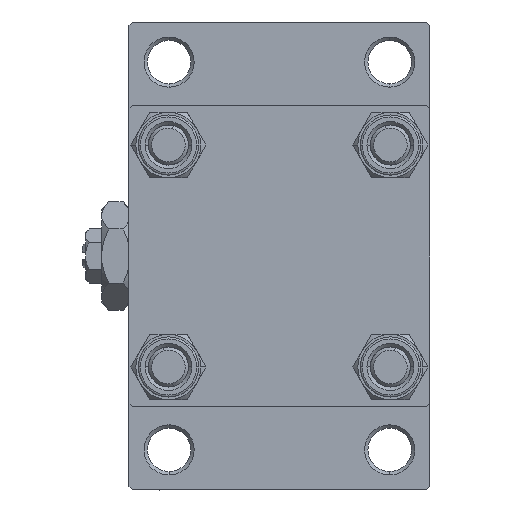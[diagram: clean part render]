
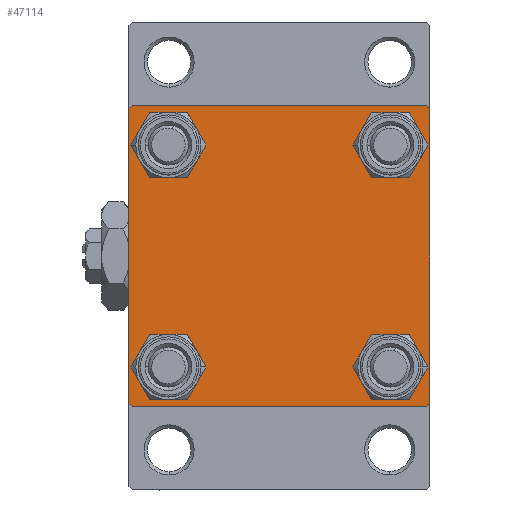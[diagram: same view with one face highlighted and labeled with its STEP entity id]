
A CAD part, left-side view. The second image highlights one B-rep face of the part: STEP entity #47114.
In plain terms, the highlighted planar face has unit normal (-1, 0, 0).
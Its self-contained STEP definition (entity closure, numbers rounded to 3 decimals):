
#127 = EDGE_CURVE ( 'NONE', #33967, #2972, #13480, .T. ) ;
#626 = VECTOR ( 'NONE', #9340, 1000. ) ;
#1062 = CARTESIAN_POINT ( 'NONE',  ( 0., -16.6, -20.1 ) ) ;
#1148 = DIRECTION ( 'NONE',  ( 0., -1., 0. ) ) ;
#1511 = CARTESIAN_POINT ( 'NONE',  ( 0., 16.6, -20.1 ) ) ;
#1861 = LINE ( 'NONE', #39415, #17089 ) ;
#1876 = VERTEX_POINT ( 'NONE', #12822 ) ;
#2122 = LINE ( 'NONE', #25002, #626 ) ;
#2279 = FACE_BOUND ( 'NONE', #44138, .T. ) ;
#2524 = FACE_BOUND ( 'NONE', #18409, .T. ) ;
#2972 = VERTEX_POINT ( 'NONE', #40608 ) ;
#3098 = DIRECTION ( 'NONE',  ( 0., 0., -1. ) ) ;
#3392 = CARTESIAN_POINT ( 'NONE',  ( 0., 16.6, -16.6 ) ) ;
#3494 = CARTESIAN_POINT ( 'NONE',  ( 0., -22.5, 22.5 ) ) ;
#3524 = ORIENTED_EDGE ( 'NONE', *, *, #127, .T. ) ;
#3809 = VERTEX_POINT ( 'NONE', #17771 ) ;
#4681 = ORIENTED_EDGE ( 'NONE', *, *, #28520, .T. ) ;
#5087 = DIRECTION ( 'NONE',  ( 0., 0., 1. ) ) ;
#5514 = FACE_OUTER_BOUND ( 'NONE', #38750, .T. ) ;
#5930 = CARTESIAN_POINT ( 'NONE',  ( 0., -22.5, -22. ) ) ;
#6183 = EDGE_CURVE ( 'NONE', #31934, #14994, #23192, .T. ) ;
#6224 = ORIENTED_EDGE ( 'NONE', *, *, #12778, .T. ) ;
#6646 = ORIENTED_EDGE ( 'NONE', *, *, #34486, .F. ) ;
#6736 = VECTOR ( 'NONE', #28824, 1000. ) ;
#6814 = CARTESIAN_POINT ( 'NONE',  ( 0., -16.6, 20.1 ) ) ;
#7312 = CARTESIAN_POINT ( 'NONE',  ( 0., 22.5, 22.5 ) ) ;
#7568 = CIRCLE ( 'NONE', #39303, 3.5 ) ;
#8128 = CIRCLE ( 'NONE', #35930, 3.5 ) ;
#8323 = VERTEX_POINT ( 'NONE', #46258 ) ;
#8420 = EDGE_CURVE ( 'NONE', #22695, #35014, #29608, .T. ) ;
#8810 = CARTESIAN_POINT ( 'NONE',  ( 0., -16.6, -16.6 ) ) ;
#8868 = VERTEX_POINT ( 'NONE', #6814 ) ;
#8880 = AXIS2_PLACEMENT_3D ( 'NONE', #8810, #39147, #5087 ) ;
#9205 = EDGE_LOOP ( 'NONE', ( #11185, #4681 ) ) ;
#9340 = DIRECTION ( 'NONE',  ( 0., -0.707, -0.707 ) ) ;
#9748 = DIRECTION ( 'NONE',  ( 0., 0.707, 0.707 ) ) ;
#10341 = VERTEX_POINT ( 'NONE', #15895 ) ;
#10520 = VERTEX_POINT ( 'NONE', #10874 ) ;
#10874 = CARTESIAN_POINT ( 'NONE',  ( 0., 16.6, 20.1 ) ) ;
#11040 = CARTESIAN_POINT ( 'NONE',  ( 0., 16.6, 16.6 ) ) ;
#11116 = EDGE_CURVE ( 'NONE', #35014, #22695, #8128, .T. ) ;
#11185 = ORIENTED_EDGE ( 'NONE', *, *, #42388, .T. ) ;
#11713 = CARTESIAN_POINT ( 'NONE',  ( 0., 16.6, -16.6 ) ) ;
#11875 = DIRECTION ( 'NONE',  ( 1., 0., 0. ) ) ;
#12021 = DIRECTION ( 'NONE',  ( 0., 0., 1. ) ) ;
#12285 = ORIENTED_EDGE ( 'NONE', *, *, #8420, .T. ) ;
#12664 = CIRCLE ( 'NONE', #34139, 3.5 ) ;
#12778 = EDGE_CURVE ( 'NONE', #10520, #31103, #12953, .T. ) ;
#12822 = CARTESIAN_POINT ( 'NONE',  ( 0., -22., -22.5 ) ) ;
#12953 = CIRCLE ( 'NONE', #24078, 3.5 ) ;
#13480 = LINE ( 'NONE', #32383, #38075 ) ;
#14189 = LINE ( 'NONE', #14925, #46932 ) ;
#14925 = CARTESIAN_POINT ( 'NONE',  ( 0., 22.5, -22.5 ) ) ;
#14994 = VERTEX_POINT ( 'NONE', #1062 ) ;
#15762 = EDGE_CURVE ( 'NONE', #31103, #10520, #32919, .T. ) ;
#15895 = CARTESIAN_POINT ( 'NONE',  ( 0., -16.6, 13.1 ) ) ;
#16825 = DIRECTION ( 'NONE',  ( 0., 0., 1. ) ) ;
#17089 = VECTOR ( 'NONE', #35934, 1000. ) ;
#17278 = EDGE_CURVE ( 'NONE', #14994, #31934, #7568, .T. ) ;
#17771 = CARTESIAN_POINT ( 'NONE',  ( 0., 22., 22.5 ) ) ;
#18409 = EDGE_LOOP ( 'NONE', ( #6224, #23762 ) ) ;
#18569 = DIRECTION ( 'NONE',  ( 0., 0., 1. ) ) ;
#18913 = VECTOR ( 'NONE', #1148, 1000. ) ;
#19463 = AXIS2_PLACEMENT_3D ( 'NONE', #28390, #36105, #28634 ) ;
#19683 = VECTOR ( 'NONE', #3098, 1000. ) ;
#20534 = LINE ( 'NONE', #43888, #18913 ) ;
#20591 = ORIENTED_EDGE ( 'NONE', *, *, #47518, .T. ) ;
#21334 = CARTESIAN_POINT ( 'NONE',  ( 0., 16.6, 13.1 ) ) ;
#21786 = ORIENTED_EDGE ( 'NONE', *, *, #11116, .T. ) ;
#21889 = DIRECTION ( 'NONE',  ( 0., 0., -1. ) ) ;
#22156 = ORIENTED_EDGE ( 'NONE', *, *, #39520, .F. ) ;
#22695 = VERTEX_POINT ( 'NONE', #24499 ) ;
#23192 = CIRCLE ( 'NONE', #8880, 3.5 ) ;
#23193 = ORIENTED_EDGE ( 'NONE', *, *, #23791, .T. ) ;
#23219 = DIRECTION ( 'NONE',  ( 1., 0., 0. ) ) ;
#23629 = DIRECTION ( 'NONE',  ( 1., 0., 0. ) ) ;
#23762 = ORIENTED_EDGE ( 'NONE', *, *, #15762, .T. ) ;
#23791 = EDGE_CURVE ( 'NONE', #8323, #30056, #25726, .T. ) ;
#23915 = ORIENTED_EDGE ( 'NONE', *, *, #34514, .T. ) ;
#24078 = AXIS2_PLACEMENT_3D ( 'NONE', #47689, #25063, #44200 ) ;
#24499 = CARTESIAN_POINT ( 'NONE',  ( 0., 16.6, -13.1 ) ) ;
#24735 = EDGE_LOOP ( 'NONE', ( #25694, #42103 ) ) ;
#25002 = CARTESIAN_POINT ( 'NONE',  ( 0., 22.25, -22.25 ) ) ;
#25063 = DIRECTION ( 'NONE',  ( 1., 0., 0. ) ) ;
#25694 = ORIENTED_EDGE ( 'NONE', *, *, #6183, .T. ) ;
#25726 = LINE ( 'NONE', #7312, #19683 ) ;
#25783 = CARTESIAN_POINT ( 'NONE',  ( 0., 22., -22.5 ) ) ;
#26259 = DIRECTION ( 'NONE',  ( 1., 0., 0. ) ) ;
#26672 = ORIENTED_EDGE ( 'NONE', *, *, #31842, .T. ) ;
#27285 = DIRECTION ( 'NONE',  ( 0., 0., 1. ) ) ;
#28270 = VERTEX_POINT ( 'NONE', #5930 ) ;
#28390 = CARTESIAN_POINT ( 'NONE',  ( 0., 0., 0. ) ) ;
#28520 = EDGE_CURVE ( 'NONE', #10341, #8868, #12664, .T. ) ;
#28634 = DIRECTION ( 'NONE',  ( 0., 0., 1. ) ) ;
#28824 = DIRECTION ( 'NONE',  ( 0., 0.707, -0.707 ) ) ;
#28974 = AXIS2_PLACEMENT_3D ( 'NONE', #11040, #23219, #12021 ) ;
#29408 = ORIENTED_EDGE ( 'NONE', *, *, #43893, .T. ) ;
#29608 = CIRCLE ( 'NONE', #36751, 3.5 ) ;
#29849 = LINE ( 'NONE', #3494, #39194 ) ;
#30056 = VERTEX_POINT ( 'NONE', #48490 ) ;
#30101 = DIRECTION ( 'NONE',  ( 0., -1., 0. ) ) ;
#30816 = CARTESIAN_POINT ( 'NONE',  ( 0., -22.5, 22. ) ) ;
#31103 = VERTEX_POINT ( 'NONE', #21334 ) ;
#31842 = EDGE_CURVE ( 'NONE', #48957, #1876, #14189, .T. ) ;
#31934 = VERTEX_POINT ( 'NONE', #42507 ) ;
#32316 = CARTESIAN_POINT ( 'NONE',  ( 0., 22.25, 22.25 ) ) ;
#32383 = CARTESIAN_POINT ( 'NONE',  ( 0., -22.25, 22.25 ) ) ;
#32919 = CIRCLE ( 'NONE', #28974, 3.5 ) ;
#33592 = CARTESIAN_POINT ( 'NONE',  ( 0., -16.6, 16.6 ) ) ;
#33967 = VERTEX_POINT ( 'NONE', #30816 ) ;
#34139 = AXIS2_PLACEMENT_3D ( 'NONE', #45939, #11875, #27285 ) ;
#34486 = EDGE_CURVE ( 'NONE', #3809, #2972, #20534, .T. ) ;
#34514 = EDGE_CURVE ( 'NONE', #30056, #48957, #2122, .T. ) ;
#34979 = DIRECTION ( 'NONE',  ( 1., 0., 0. ) ) ;
#35014 = VERTEX_POINT ( 'NONE', #1511 ) ;
#35615 = FACE_BOUND ( 'NONE', #9205, .T. ) ;
#35930 = AXIS2_PLACEMENT_3D ( 'NONE', #3392, #26259, #18569 ) ;
#35934 = DIRECTION ( 'NONE',  ( 0., -0.707, 0.707 ) ) ;
#36105 = DIRECTION ( 'NONE',  ( -1., 0., 0. ) ) ;
#36348 = FACE_BOUND ( 'NONE', #24735, .T. ) ;
#36751 = AXIS2_PLACEMENT_3D ( 'NONE', #11713, #23629, #45536 ) ;
#38075 = VECTOR ( 'NONE', #9748, 1000. ) ;
#38455 = AXIS2_PLACEMENT_3D ( 'NONE', #33592, #45029, #48761 ) ;
#38750 = EDGE_LOOP ( 'NONE', ( #23193, #23915, #26672, #29408, #22156, #3524, #6646, #20591 ) ) ;
#39147 = DIRECTION ( 'NONE',  ( 1., 0., 0. ) ) ;
#39194 = VECTOR ( 'NONE', #21889, 1000. ) ;
#39303 = AXIS2_PLACEMENT_3D ( 'NONE', #39436, #34979, #16825 ) ;
#39415 = CARTESIAN_POINT ( 'NONE',  ( 0., -22.25, -22.25 ) ) ;
#39436 = CARTESIAN_POINT ( 'NONE',  ( 0., -16.6, -16.6 ) ) ;
#39520 = EDGE_CURVE ( 'NONE', #33967, #28270, #29849, .T. ) ;
#40608 = CARTESIAN_POINT ( 'NONE',  ( 0., -22., 22.5 ) ) ;
#42103 = ORIENTED_EDGE ( 'NONE', *, *, #17278, .T. ) ;
#42388 = EDGE_CURVE ( 'NONE', #8868, #10341, #48782, .T. ) ;
#42507 = CARTESIAN_POINT ( 'NONE',  ( 0., -16.6, -13.1 ) ) ;
#43004 = LINE ( 'NONE', #32316, #6736 ) ;
#43888 = CARTESIAN_POINT ( 'NONE',  ( 0., 22.5, 22.5 ) ) ;
#43893 = EDGE_CURVE ( 'NONE', #1876, #28270, #1861, .T. ) ;
#44138 = EDGE_LOOP ( 'NONE', ( #12285, #21786 ) ) ;
#44200 = DIRECTION ( 'NONE',  ( 0., 0., 1. ) ) ;
#45029 = DIRECTION ( 'NONE',  ( 1., 0., 0. ) ) ;
#45536 = DIRECTION ( 'NONE',  ( 0., 0., 1. ) ) ;
#45939 = CARTESIAN_POINT ( 'NONE',  ( 0., -16.6, 16.6 ) ) ;
#46258 = CARTESIAN_POINT ( 'NONE',  ( 0., 22.5, 22. ) ) ;
#46932 = VECTOR ( 'NONE', #30101, 1000. ) ;
#47114 = ADVANCED_FACE ( 'NONE', ( #35615, #36348, #2279, #2524, #5514 ), #47539, .T. ) ;
#47518 = EDGE_CURVE ( 'NONE', #3809, #8323, #43004, .T. ) ;
#47539 = PLANE ( 'NONE',  #19463 ) ;
#47689 = CARTESIAN_POINT ( 'NONE',  ( 0., 16.6, 16.6 ) ) ;
#48490 = CARTESIAN_POINT ( 'NONE',  ( 0., 22.5, -22. ) ) ;
#48761 = DIRECTION ( 'NONE',  ( 0., 0., 1. ) ) ;
#48782 = CIRCLE ( 'NONE', #38455, 3.5 ) ;
#48957 = VERTEX_POINT ( 'NONE', #25783 ) ;
